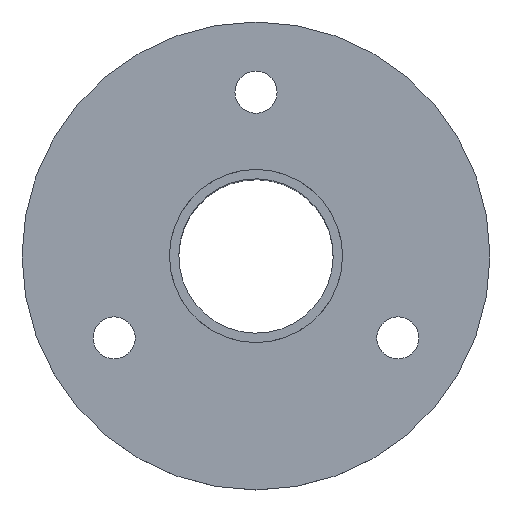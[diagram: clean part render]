
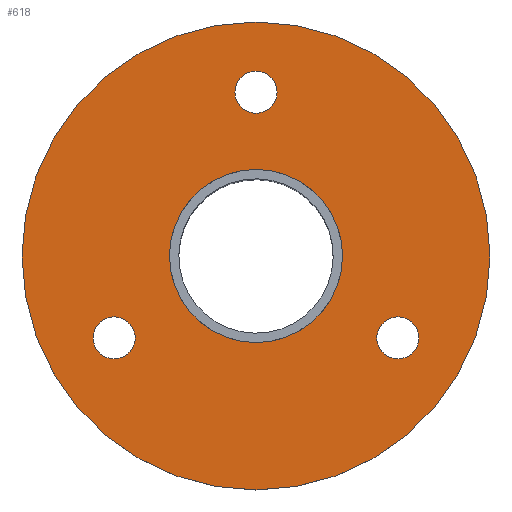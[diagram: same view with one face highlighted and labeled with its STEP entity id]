
A CAD part, top view. The second image highlights one B-rep face of the part: STEP entity #618.
In plain terms, the highlighted planar face has unit normal (0, 0, 1).
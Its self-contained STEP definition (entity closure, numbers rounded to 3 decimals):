
#21 = DIRECTION ( 'NONE',  ( 0., 0., 1. ) ) ;
#36 = FACE_BOUND ( 'NONE', #894, .T. ) ;
#40 = CIRCLE ( 'NONE', #806, 4.5 ) ;
#46 = DIRECTION ( 'NONE',  ( 1., 0., 0. ) ) ;
#49 = CARTESIAN_POINT ( 'NONE',  ( -34.811, -17.5, 6. ) ) ;
#54 = VERTEX_POINT ( 'NONE', #1023 ) ;
#69 = VERTEX_POINT ( 'NONE', #1318 ) ;
#101 = CIRCLE ( 'NONE', #635, 4.5 ) ;
#126 = AXIS2_PLACEMENT_3D ( 'NONE', #1071, #978, #46 ) ;
#154 = FACE_BOUND ( 'NONE', #1102, .T. ) ;
#179 = CIRCLE ( 'NONE', #1189, 4.5 ) ;
#217 = DIRECTION ( 'NONE',  ( 1., 0., 0. ) ) ;
#235 = DIRECTION ( 'NONE',  ( 1., 0., 0. ) ) ;
#240 = DIRECTION ( 'NONE',  ( 0., 0., 1. ) ) ;
#248 = CARTESIAN_POINT ( 'NONE',  ( 25.811, -17.5, 6. ) ) ;
#249 = PLANE ( 'NONE',  #1173 ) ;
#269 = EDGE_CURVE ( 'NONE', #949, #928, #1058, .T. ) ;
#305 = AXIS2_PLACEMENT_3D ( 'NONE', #1183, #21, #235 ) ;
#310 = CARTESIAN_POINT ( 'NONE',  ( 18.5, 0., 6. ) ) ;
#330 = EDGE_CURVE ( 'NONE', #477, #1288, #179, .T. ) ;
#334 = DIRECTION ( 'NONE',  ( 1., 0., 0. ) ) ;
#359 = VERTEX_POINT ( 'NONE', #840 ) ;
#387 = EDGE_CURVE ( 'NONE', #1288, #477, #617, .T. ) ;
#415 = AXIS2_PLACEMENT_3D ( 'NONE', #525, #533, #334 ) ;
#424 = EDGE_CURVE ( 'NONE', #1039, #781, #1305, .T. ) ;
#434 = DIRECTION ( 'NONE',  ( 0., 0., 1. ) ) ;
#435 = ORIENTED_EDGE ( 'NONE', *, *, #330, .F. ) ;
#439 = AXIS2_PLACEMENT_3D ( 'NONE', #521, #530, #942 ) ;
#449 = DIRECTION ( 'NONE',  ( 0., 0., 1. ) ) ;
#459 = ORIENTED_EDGE ( 'NONE', *, *, #387, .F. ) ;
#477 = VERTEX_POINT ( 'NONE', #967 ) ;
#521 = CARTESIAN_POINT ( 'NONE',  ( -30.311, -17.5, 6. ) ) ;
#522 = ORIENTED_EDGE ( 'NONE', *, *, #549, .T. ) ;
#525 = CARTESIAN_POINT ( 'NONE',  ( 0., 0., 6. ) ) ;
#530 = DIRECTION ( 'NONE',  ( 0., 0., 1. ) ) ;
#533 = DIRECTION ( 'NONE',  ( 0., 0., 1. ) ) ;
#537 = AXIS2_PLACEMENT_3D ( 'NONE', #927, #1338, #545 ) ;
#545 = DIRECTION ( 'NONE',  ( 1., 0., 0. ) ) ;
#549 = EDGE_CURVE ( 'NONE', #359, #54, #827, .T. ) ;
#617 = CIRCLE ( 'NONE', #439, 4.5 ) ;
#618 = ADVANCED_FACE ( 'NONE', ( #36, #154, #1187, #672, #985 ), #249, .T. ) ;
#635 = AXIS2_PLACEMENT_3D ( 'NONE', #1146, #648, #217 ) ;
#636 = AXIS2_PLACEMENT_3D ( 'NONE', #976, #449, #1289 ) ;
#648 = DIRECTION ( 'NONE',  ( 0., 0., 1. ) ) ;
#654 = DIRECTION ( 'NONE',  ( 0., 0., 1. ) ) ;
#672 = FACE_OUTER_BOUND ( 'NONE', #1168, .T. ) ;
#733 = EDGE_LOOP ( 'NONE', ( #1184, #800 ) ) ;
#765 = CARTESIAN_POINT ( 'NONE',  ( 34.811, -17.5, 6. ) ) ;
#769 = EDGE_CURVE ( 'NONE', #781, #1039, #1003, .T. ) ;
#781 = VERTEX_POINT ( 'NONE', #1166 ) ;
#800 = ORIENTED_EDGE ( 'NONE', *, *, #424, .F. ) ;
#806 = AXIS2_PLACEMENT_3D ( 'NONE', #1169, #654, #1069 ) ;
#826 = EDGE_CURVE ( 'NONE', #69, #1283, #101, .T. ) ;
#827 = CIRCLE ( 'NONE', #126, 50. ) ;
#840 = CARTESIAN_POINT ( 'NONE',  ( 50., 0., 6. ) ) ;
#846 = CARTESIAN_POINT ( 'NONE',  ( -30.311, -17.5, 6. ) ) ;
#860 = ORIENTED_EDGE ( 'NONE', *, *, #1351, .F. ) ;
#879 = DIRECTION ( 'NONE',  ( 1., 0., 0. ) ) ;
#885 = AXIS2_PLACEMENT_3D ( 'NONE', #984, #1275, #1281 ) ;
#886 = EDGE_CURVE ( 'NONE', #1283, #69, #947, .T. ) ;
#890 = CARTESIAN_POINT ( 'NONE',  ( 0., 0., 6. ) ) ;
#892 = ORIENTED_EDGE ( 'NONE', *, *, #269, .F. ) ;
#894 = EDGE_LOOP ( 'NONE', ( #1086, #1010 ) ) ;
#927 = CARTESIAN_POINT ( 'NONE',  ( 30.311, -17.5, 6. ) ) ;
#928 = VERTEX_POINT ( 'NONE', #765 ) ;
#942 = DIRECTION ( 'NONE',  ( 1., 0., 0. ) ) ;
#947 = CIRCLE ( 'NONE', #885, 4.5 ) ;
#949 = VERTEX_POINT ( 'NONE', #248 ) ;
#967 = CARTESIAN_POINT ( 'NONE',  ( -25.811, -17.5, 6. ) ) ;
#976 = CARTESIAN_POINT ( 'NONE',  ( 0., 0., 6. ) ) ;
#978 = DIRECTION ( 'NONE',  ( 0., 0., 1. ) ) ;
#984 = CARTESIAN_POINT ( 'NONE',  ( 0., 35., 6. ) ) ;
#985 = FACE_BOUND ( 'NONE', #733, .T. ) ;
#1003 = CIRCLE ( 'NONE', #415, 18.5 ) ;
#1010 = ORIENTED_EDGE ( 'NONE', *, *, #886, .F. ) ;
#1023 = CARTESIAN_POINT ( 'NONE',  ( -50., 0., 6. ) ) ;
#1033 = EDGE_LOOP ( 'NONE', ( #892, #860 ) ) ;
#1039 = VERTEX_POINT ( 'NONE', #310 ) ;
#1058 = CIRCLE ( 'NONE', #537, 4.5 ) ;
#1061 = DIRECTION ( 'NONE',  ( 1., 0., 0. ) ) ;
#1069 = DIRECTION ( 'NONE',  ( 1., 0., 0. ) ) ;
#1071 = CARTESIAN_POINT ( 'NONE',  ( 0., 0., 6. ) ) ;
#1073 = CIRCLE ( 'NONE', #636, 50. ) ;
#1086 = ORIENTED_EDGE ( 'NONE', *, *, #826, .F. ) ;
#1102 = EDGE_LOOP ( 'NONE', ( #459, #435 ) ) ;
#1146 = CARTESIAN_POINT ( 'NONE',  ( 0., 35., 6. ) ) ;
#1166 = CARTESIAN_POINT ( 'NONE',  ( -18.5, 0., 6. ) ) ;
#1168 = EDGE_LOOP ( 'NONE', ( #1215, #522 ) ) ;
#1169 = CARTESIAN_POINT ( 'NONE',  ( 30.311, -17.5, 6. ) ) ;
#1173 = AXIS2_PLACEMENT_3D ( 'NONE', #890, #240, #879 ) ;
#1183 = CARTESIAN_POINT ( 'NONE',  ( 0., 0., 6. ) ) ;
#1184 = ORIENTED_EDGE ( 'NONE', *, *, #769, .F. ) ;
#1187 = FACE_BOUND ( 'NONE', #1033, .T. ) ;
#1189 = AXIS2_PLACEMENT_3D ( 'NONE', #846, #434, #1061 ) ;
#1215 = ORIENTED_EDGE ( 'NONE', *, *, #1331, .T. ) ;
#1275 = DIRECTION ( 'NONE',  ( 0., 0., 1. ) ) ;
#1281 = DIRECTION ( 'NONE',  ( 1., 0., 0. ) ) ;
#1283 = VERTEX_POINT ( 'NONE', #1295 ) ;
#1288 = VERTEX_POINT ( 'NONE', #49 ) ;
#1289 = DIRECTION ( 'NONE',  ( 1., 0., 0. ) ) ;
#1295 = CARTESIAN_POINT ( 'NONE',  ( 4.5, 35., 6. ) ) ;
#1305 = CIRCLE ( 'NONE', #305, 18.5 ) ;
#1318 = CARTESIAN_POINT ( 'NONE',  ( -4.5, 35., 6. ) ) ;
#1331 = EDGE_CURVE ( 'NONE', #54, #359, #1073, .T. ) ;
#1338 = DIRECTION ( 'NONE',  ( 0., 0., 1. ) ) ;
#1351 = EDGE_CURVE ( 'NONE', #928, #949, #40, .T. ) ;
